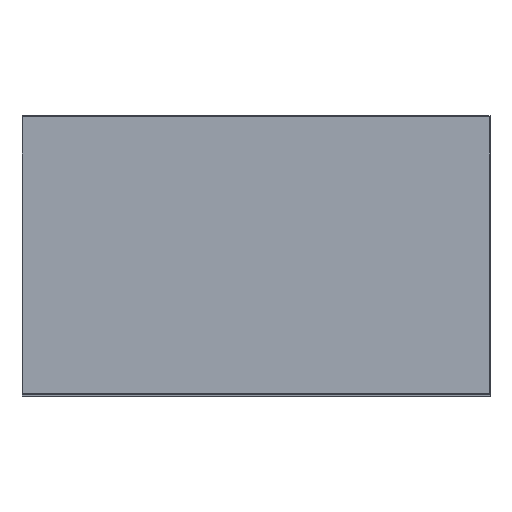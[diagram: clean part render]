
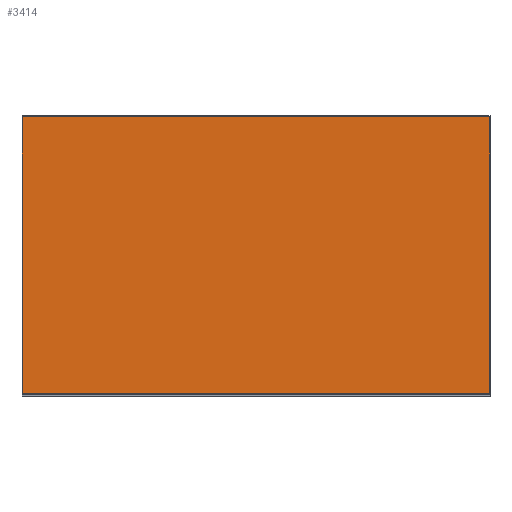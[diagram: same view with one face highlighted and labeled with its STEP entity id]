
A CAD part, top view. The second image highlights one B-rep face of the part: STEP entity #3414.
In plain terms, the highlighted face is planar.
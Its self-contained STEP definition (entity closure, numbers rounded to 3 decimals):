
#196 = LINE ( 'NONE', #790, #465 ) ;
#228 = ORIENTED_EDGE ( 'NONE', *, *, #2434, .F. ) ;
#236 = EDGE_CURVE ( 'NONE', #2639, #3300, #648, .T. ) ;
#257 = LINE ( 'NONE', #1368, #1451 ) ;
#279 = CARTESIAN_POINT ( 'NONE',  ( 500., 298.5, -3. ) ) ;
#465 = VECTOR ( 'NONE', #1866, 1000. ) ;
#648 = LINE ( 'NONE', #3034, #3783 ) ;
#790 = CARTESIAN_POINT ( 'NONE',  ( -500., -292.5, -3. ) ) ;
#808 = VECTOR ( 'NONE', #2085, 1000. ) ;
#1058 = VERTEX_POINT ( 'NONE', #4098 ) ;
#1321 = EDGE_CURVE ( 'NONE', #2436, #2639, #196, .T. ) ;
#1325 = DIRECTION ( 'NONE',  ( 0., -1., 0. ) ) ;
#1368 = CARTESIAN_POINT ( 'NONE',  ( -500., -298.5, -3. ) ) ;
#1451 = VECTOR ( 'NONE', #1325, 1000. ) ;
#1794 = EDGE_LOOP ( 'NONE', ( #1892, #2274, #228, #2197 ) ) ;
#1866 = DIRECTION ( 'NONE',  ( 1., 0., 0. ) ) ;
#1892 = ORIENTED_EDGE ( 'NONE', *, *, #236, .F. ) ;
#2085 = DIRECTION ( 'NONE',  ( -1., 0., 0. ) ) ;
#2162 = LINE ( 'NONE', #3109, #808 ) ;
#2197 = ORIENTED_EDGE ( 'NONE', *, *, #3716, .F. ) ;
#2274 = ORIENTED_EDGE ( 'NONE', *, *, #1321, .F. ) ;
#2278 = DIRECTION ( 'NONE',  ( 0., 1., 0. ) ) ;
#2434 = EDGE_CURVE ( 'NONE', #1058, #2436, #257, .T. ) ;
#2436 = VERTEX_POINT ( 'NONE', #2659 ) ;
#2537 = AXIS2_PLACEMENT_3D ( 'NONE', #3578, #2940, #2919 ) ;
#2639 = VERTEX_POINT ( 'NONE', #3555 ) ;
#2659 = CARTESIAN_POINT ( 'NONE',  ( -500., -292.5, -3. ) ) ;
#2919 = DIRECTION ( 'NONE',  ( -1., 0., 0. ) ) ;
#2940 = DIRECTION ( 'NONE',  ( 0., 0., -1. ) ) ;
#3034 = CARTESIAN_POINT ( 'NONE',  ( 500., -298.5, -3. ) ) ;
#3109 = CARTESIAN_POINT ( 'NONE',  ( -500., 298.5, -3. ) ) ;
#3300 = VERTEX_POINT ( 'NONE', #279 ) ;
#3306 = PLANE ( 'NONE',  #2537 ) ;
#3414 = ADVANCED_FACE ( 'NONE', ( #4294 ), #3306, .T. ) ;
#3555 = CARTESIAN_POINT ( 'NONE',  ( 500., -292.5, -3. ) ) ;
#3578 = CARTESIAN_POINT ( 'NONE',  ( 0., 0., -3. ) ) ;
#3716 = EDGE_CURVE ( 'NONE', #3300, #1058, #2162, .T. ) ;
#3783 = VECTOR ( 'NONE', #2278, 1000. ) ;
#4098 = CARTESIAN_POINT ( 'NONE',  ( -500., 298.5, -3. ) ) ;
#4294 = FACE_OUTER_BOUND ( 'NONE', #1794, .T. ) ;
